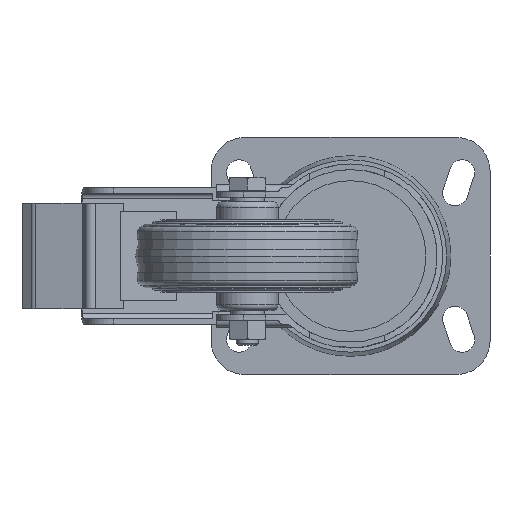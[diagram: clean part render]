
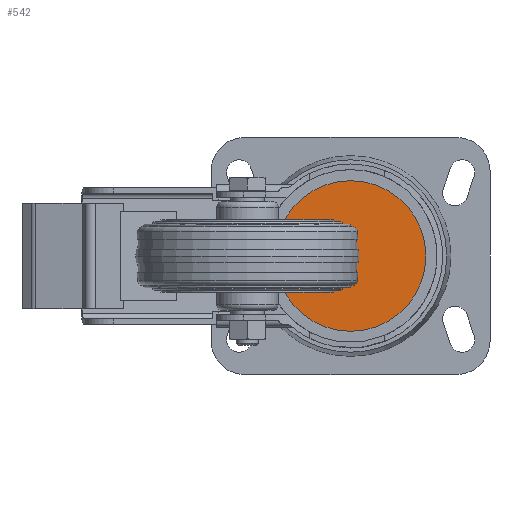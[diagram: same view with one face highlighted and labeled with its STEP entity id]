
A CAD part, front view. The second image highlights one B-rep face of the part: STEP entity #542.
In plain terms, the highlighted planar face has unit normal (0, -1, 0).
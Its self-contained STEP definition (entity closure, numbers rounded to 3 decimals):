
#542 = ADVANCED_FACE( '', ( #1363 ), #1364, .F. );
#1363 = FACE_OUTER_BOUND( '', #2623, .T. );
#1364 = PLANE( '', #2624 );
#2623 = EDGE_LOOP( '', ( #3978 ) );
#2624 = AXIS2_PLACEMENT_3D( '', #3979, #3980, #3981 );
#3978 = ORIENTED_EDGE( '', *, *, #7081, .F. );
#3979 = CARTESIAN_POINT( '', ( 37., 48.5, 0. ) );
#3980 = DIRECTION( '', ( 0., 1., 0. ) );
#3981 = DIRECTION( '', ( 0., 0., 1. ) );
#7081 = EDGE_CURVE( '', #8386, #8386, #8387, .T. );
#8386 = VERTEX_POINT( '', #10245 );
#8387 = CIRCLE( '', #10246, 27. );
#10245 = CARTESIAN_POINT( '', ( 37., 48.5, 27. ) );
#10246 = AXIS2_PLACEMENT_3D( '', #12856, #12857, #12858 );
#12856 = CARTESIAN_POINT( '', ( 37., 48.5, 0. ) );
#12857 = DIRECTION( '', ( 0., 1., 0. ) );
#12858 = DIRECTION( '', ( 0., 0., 1. ) );
